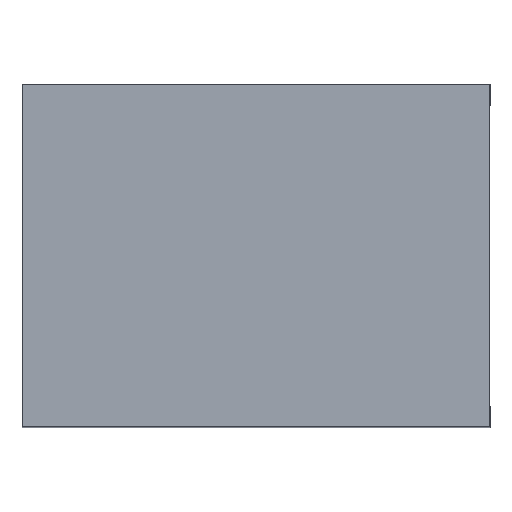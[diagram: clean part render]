
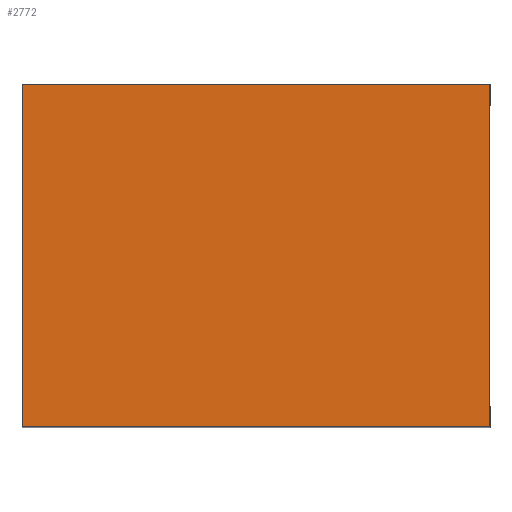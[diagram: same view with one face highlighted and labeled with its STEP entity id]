
A CAD part, top view. The second image highlights one B-rep face of the part: STEP entity #2772.
In plain terms, the highlighted planar face has unit normal (0, 0, 1).
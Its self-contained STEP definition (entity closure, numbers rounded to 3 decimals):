
#235 = PLANE('',#236);
#236 = AXIS2_PLACEMENT_3D('',#237,#238,#239);
#237 = CARTESIAN_POINT('',(-1.283,-0.787,0.1));
#238 = DIRECTION('',(1.,0.,0.));
#239 = DIRECTION('',(0.,0.,1.));
#263 = PLANE('',#264);
#264 = AXIS2_PLACEMENT_3D('',#265,#266,#267);
#265 = CARTESIAN_POINT('',(-1.283,-0.787,0.1));
#266 = DIRECTION('',(0.,1.,0.));
#267 = DIRECTION('',(0.,0.,1.));
#291 = PLANE('',#292);
#292 = AXIS2_PLACEMENT_3D('',#293,#294,#295);
#293 = CARTESIAN_POINT('',(3.283,-0.787,0.1));
#294 = DIRECTION('',(1.,0.,0.));
#295 = DIRECTION('',(0.,0.,1.));
#482 = PLANE('',#483);
#483 = AXIS2_PLACEMENT_3D('',#484,#485,#486);
#484 = CARTESIAN_POINT('',(-1.283,2.559,0.1));
#485 = DIRECTION('',(0.,1.,0.));
#486 = DIRECTION('',(0.,0.,1.));
#1017 = EDGE_CURVE('',#1018,#1020,#1022,.T.);
#1018 = VERTEX_POINT('',#1019);
#1019 = CARTESIAN_POINT('',(-1.283,-0.787,3.994));
#1020 = VERTEX_POINT('',#1021);
#1021 = CARTESIAN_POINT('',(-1.283,2.559,3.994));
#1022 = SURFACE_CURVE('',#1023,(#1027,#1034),.PCURVE_S1.);
#1023 = LINE('',#1024,#1025);
#1024 = CARTESIAN_POINT('',(-1.283,-0.787,3.994));
#1025 = VECTOR('',#1026,1.);
#1026 = DIRECTION('',(0.,1.,0.));
#1027 = PCURVE('',#235,#1028);
#1028 = DEFINITIONAL_REPRESENTATION('',(#1029),#1033);
#1029 = LINE('',#1030,#1031);
#1030 = CARTESIAN_POINT('',(3.894,0.));
#1031 = VECTOR('',#1032,1.);
#1032 = DIRECTION('',(0.,-1.));
#1033 = ( GEOMETRIC_REPRESENTATION_CONTEXT(2) 
PARAMETRIC_REPRESENTATION_CONTEXT() REPRESENTATION_CONTEXT('2D SPACE',''
  ) );
#1034 = PCURVE('',#1035,#1040);
#1035 = PLANE('',#1036);
#1036 = AXIS2_PLACEMENT_3D('',#1037,#1038,#1039);
#1037 = CARTESIAN_POINT('',(-1.283,-0.787,3.994));
#1038 = DIRECTION('',(0.,0.,1.));
#1039 = DIRECTION('',(1.,0.,0.));
#1040 = DEFINITIONAL_REPRESENTATION('',(#1041),#1045);
#1041 = LINE('',#1042,#1043);
#1042 = CARTESIAN_POINT('',(0.,0.));
#1043 = VECTOR('',#1044,1.);
#1044 = DIRECTION('',(0.,1.));
#1045 = ( GEOMETRIC_REPRESENTATION_CONTEXT(2) 
PARAMETRIC_REPRESENTATION_CONTEXT() REPRESENTATION_CONTEXT('2D SPACE',''
  ) );
#1673 = EDGE_CURVE('',#1020,#1674,#1676,.T.);
#1674 = VERTEX_POINT('',#1675);
#1675 = CARTESIAN_POINT('',(3.283,2.559,3.994));
#1676 = SURFACE_CURVE('',#1677,(#1681,#1688),.PCURVE_S1.);
#1677 = LINE('',#1678,#1679);
#1678 = CARTESIAN_POINT('',(-1.283,2.559,3.994));
#1679 = VECTOR('',#1680,1.);
#1680 = DIRECTION('',(1.,0.,0.));
#1681 = PCURVE('',#482,#1682);
#1682 = DEFINITIONAL_REPRESENTATION('',(#1683),#1687);
#1683 = LINE('',#1684,#1685);
#1684 = CARTESIAN_POINT('',(3.894,0.));
#1685 = VECTOR('',#1686,1.);
#1686 = DIRECTION('',(0.,1.));
#1687 = ( GEOMETRIC_REPRESENTATION_CONTEXT(2) 
PARAMETRIC_REPRESENTATION_CONTEXT() REPRESENTATION_CONTEXT('2D SPACE',''
  ) );
#1688 = PCURVE('',#1035,#1689);
#1689 = DEFINITIONAL_REPRESENTATION('',(#1690),#1694);
#1690 = LINE('',#1691,#1692);
#1691 = CARTESIAN_POINT('',(0.,3.346));
#1692 = VECTOR('',#1693,1.);
#1693 = DIRECTION('',(1.,0.));
#1694 = ( GEOMETRIC_REPRESENTATION_CONTEXT(2) 
PARAMETRIC_REPRESENTATION_CONTEXT() REPRESENTATION_CONTEXT('2D SPACE',''
  ) );
#1976 = EDGE_CURVE('',#1977,#1674,#1979,.T.);
#1977 = VERTEX_POINT('',#1978);
#1978 = CARTESIAN_POINT('',(3.283,-0.787,3.994));
#1979 = SURFACE_CURVE('',#1980,(#1984,#1991),.PCURVE_S1.);
#1980 = LINE('',#1981,#1982);
#1981 = CARTESIAN_POINT('',(3.283,-0.787,3.994));
#1982 = VECTOR('',#1983,1.);
#1983 = DIRECTION('',(0.,1.,0.));
#1984 = PCURVE('',#291,#1985);
#1985 = DEFINITIONAL_REPRESENTATION('',(#1986),#1990);
#1986 = LINE('',#1987,#1988);
#1987 = CARTESIAN_POINT('',(3.894,0.));
#1988 = VECTOR('',#1989,1.);
#1989 = DIRECTION('',(0.,-1.));
#1990 = ( GEOMETRIC_REPRESENTATION_CONTEXT(2) 
PARAMETRIC_REPRESENTATION_CONTEXT() REPRESENTATION_CONTEXT('2D SPACE',''
  ) );
#1991 = PCURVE('',#1035,#1992);
#1992 = DEFINITIONAL_REPRESENTATION('',(#1993),#1997);
#1993 = LINE('',#1994,#1995);
#1994 = CARTESIAN_POINT('',(4.567,0.));
#1995 = VECTOR('',#1996,1.);
#1996 = DIRECTION('',(0.,1.));
#1997 = ( GEOMETRIC_REPRESENTATION_CONTEXT(2) 
PARAMETRIC_REPRESENTATION_CONTEXT() REPRESENTATION_CONTEXT('2D SPACE',''
  ) );
#2349 = EDGE_CURVE('',#1018,#1977,#2350,.T.);
#2350 = SURFACE_CURVE('',#2351,(#2355,#2362),.PCURVE_S1.);
#2351 = LINE('',#2352,#2353);
#2352 = CARTESIAN_POINT('',(-1.283,-0.787,3.994));
#2353 = VECTOR('',#2354,1.);
#2354 = DIRECTION('',(1.,0.,0.));
#2355 = PCURVE('',#263,#2356);
#2356 = DEFINITIONAL_REPRESENTATION('',(#2357),#2361);
#2357 = LINE('',#2358,#2359);
#2358 = CARTESIAN_POINT('',(3.894,0.));
#2359 = VECTOR('',#2360,1.);
#2360 = DIRECTION('',(0.,1.));
#2361 = ( GEOMETRIC_REPRESENTATION_CONTEXT(2) 
PARAMETRIC_REPRESENTATION_CONTEXT() REPRESENTATION_CONTEXT('2D SPACE',''
  ) );
#2362 = PCURVE('',#1035,#2363);
#2363 = DEFINITIONAL_REPRESENTATION('',(#2364),#2368);
#2364 = LINE('',#2365,#2366);
#2365 = CARTESIAN_POINT('',(0.,0.));
#2366 = VECTOR('',#2367,1.);
#2367 = DIRECTION('',(1.,0.));
#2368 = ( GEOMETRIC_REPRESENTATION_CONTEXT(2) 
PARAMETRIC_REPRESENTATION_CONTEXT() REPRESENTATION_CONTEXT('2D SPACE',''
  ) );
#2772 = ADVANCED_FACE('',(#2773),#1035,.T.);
#2773 = FACE_BOUND('',#2774,.T.);
#2774 = EDGE_LOOP('',(#2775,#2776,#2777,#2778));
#2775 = ORIENTED_EDGE('',*,*,#1017,.F.);
#2776 = ORIENTED_EDGE('',*,*,#2349,.T.);
#2777 = ORIENTED_EDGE('',*,*,#1976,.T.);
#2778 = ORIENTED_EDGE('',*,*,#1673,.F.);
